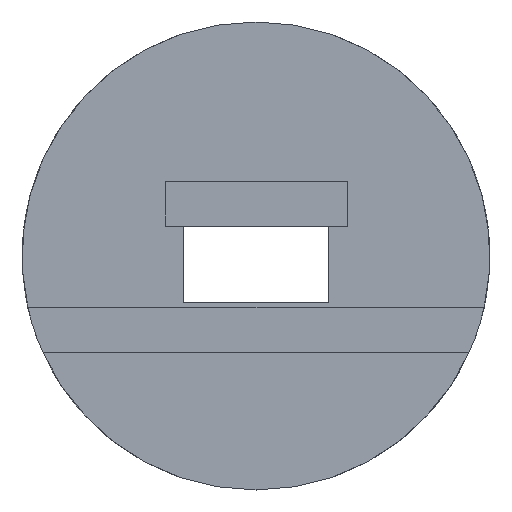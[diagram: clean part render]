
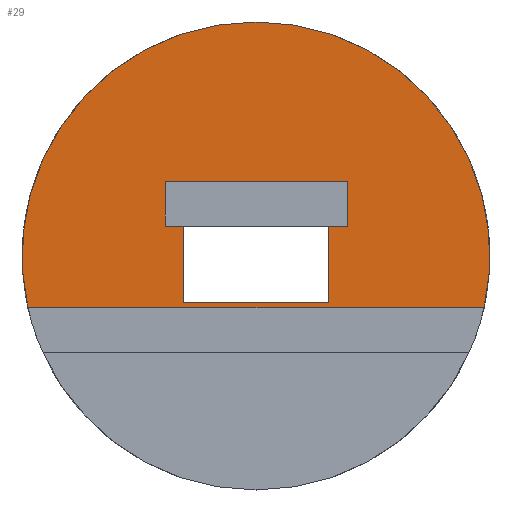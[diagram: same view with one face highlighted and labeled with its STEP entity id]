
A CAD part, top view. The second image highlights one B-rep face of the part: STEP entity #29.
In plain terms, the highlighted planar face has unit normal (0, 0, 1).
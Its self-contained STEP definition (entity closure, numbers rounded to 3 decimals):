
#15=FACE_BOUND('',#71,.T.);
#29=ADVANCED_FACE('',(#49,#15),#330,.T.);
#49=FACE_OUTER_BOUND('',#70,.T.);
#70=EDGE_LOOP('',(#137,#138,#139));
#71=EDGE_LOOP('',(#140,#141,#142,#143,#144,#145,#146,#147));
#137=ORIENTED_EDGE('',*,*,#205,.T.);
#138=ORIENTED_EDGE('',*,*,#227,.T.);
#139=ORIENTED_EDGE('',*,*,#201,.F.);
#140=ORIENTED_EDGE('',*,*,#218,.T.);
#141=ORIENTED_EDGE('',*,*,#191,.F.);
#142=ORIENTED_EDGE('',*,*,#190,.F.);
#143=ORIENTED_EDGE('',*,*,#189,.F.);
#144=ORIENTED_EDGE('',*,*,#192,.F.);
#145=ORIENTED_EDGE('',*,*,#221,.F.);
#146=ORIENTED_EDGE('',*,*,#219,.T.);
#147=ORIENTED_EDGE('',*,*,#220,.T.);
#189=EDGE_CURVE('',#294,#295,#236,.T.);
#190=EDGE_CURVE('',#295,#296,#237,.T.);
#191=EDGE_CURVE('',#296,#312,#238,.T.);
#192=EDGE_CURVE('',#297,#294,#239,.T.);
#201=EDGE_CURVE('',#305,#302,#246,.T.);
#205=EDGE_CURVE('',#305,#319,#274,.T.);
#218=EDGE_CURVE('',#316,#312,#259,.T.);
#219=EDGE_CURVE('',#315,#317,#260,.T.);
#220=EDGE_CURVE('',#317,#316,#261,.T.);
#221=EDGE_CURVE('',#315,#297,#262,.T.);
#227=EDGE_CURVE('',#319,#302,#277,.T.);
#236=B_SPLINE_CURVE_WITH_KNOTS('',1,(#581,#582),.UNSPECIFIED.,.F.,.F.,(2,
2),(42.089,80.642),.UNSPECIFIED.);
#237=B_SPLINE_CURVE_WITH_KNOTS('',1,(#583,#584),.UNSPECIFIED.,.F.,.F.,(2,
2),(80.642,84.178),.UNSPECIFIED.);
#238=B_SPLINE_CURVE_WITH_KNOTS('',1,(#585,#586),.UNSPECIFIED.,.F.,.F.,(2,
2),(0.,3.828),.UNSPECIFIED.);
#239=B_SPLINE_CURVE_WITH_KNOTS('',1,(#587,#588),.UNSPECIFIED.,.F.,.F.,(2,
2),(38.552,42.089),.UNSPECIFIED.);
#246=B_SPLINE_CURVE_WITH_KNOTS('',1,(#607,#608),.UNSPECIFIED.,.F.,.F.,(2,
2),(43.866,79.936),.UNSPECIFIED.);
#259=B_SPLINE_CURVE_WITH_KNOTS('',1,(#645,#646),.UNSPECIFIED.,.F.,.F.,(2,
2),(-36.,-29.983),.UNSPECIFIED.);
#260=B_SPLINE_CURVE_WITH_KNOTS('',1,(#647,#648),.UNSPECIFIED.,.F.,.F.,(2,
2),(-17.517,-11.5),.UNSPECIFIED.);
#261=B_SPLINE_CURVE_WITH_KNOTS('',1,(#649,#650),.UNSPECIFIED.,.F.,.F.,(2,
2),(-11.5,0.),.UNSPECIFIED.);
#262=B_SPLINE_CURVE_WITH_KNOTS('',1,(#651,#652),.UNSPECIFIED.,.F.,.F.,(2,
2),(34.581,38.552),.UNSPECIFIED.);
#274=TRIMMED_CURVE($,#284,(#618),(#619),.T.,.CARTESIAN.);
#277=TRIMMED_CURVE($,#287,(#666),(#667),.T.,.CARTESIAN.);
#284=CIRCLE('',#454,18.5);
#287=CIRCLE('',#457,18.5);
#294=VERTEX_POINT('',#530);
#295=VERTEX_POINT('',#531);
#296=VERTEX_POINT('',#532);
#297=VERTEX_POINT('',#533);
#302=VERTEX_POINT('',#538);
#305=VERTEX_POINT('',#541);
#312=VERTEX_POINT('',#548);
#315=VERTEX_POINT('',#551);
#316=VERTEX_POINT('',#552);
#317=VERTEX_POINT('',#553);
#319=VERTEX_POINT('',#555);
#330=PLANE('',#441);
#441=AXIS2_PLACEMENT_3D('',#517,#474,$);
#454=AXIS2_PLACEMENT_3D($,#617,#493,#494);
#457=AXIS2_PLACEMENT_3D($,#665,#499,#500);
#474=DIRECTION('',(0.,0.,1.));
#493=DIRECTION('',(0.,0.,1.));
#494=DIRECTION('',(0.975,-0.223,0.));
#499=DIRECTION('',(0.,0.,1.));
#500=DIRECTION('',(0.,1.,0.));
#517=CARTESIAN_POINT('',(-19.503,434.474,-25.783));
#530=CARTESIAN_POINT('',(6.602,444.47,-25.783));
#531=CARTESIAN_POINT('',(-7.815,444.47,-25.783));
#532=CARTESIAN_POINT('',(-7.815,440.933,-25.783));
#533=CARTESIAN_POINT('',(6.602,440.933,-25.783));
#538=CARTESIAN_POINT('',(-18.668,434.474,-25.783));
#541=CARTESIAN_POINT('',(17.402,434.474,-25.783));
#548=CARTESIAN_POINT('',(-6.383,440.933,-25.783));
#551=CARTESIAN_POINT('',(5.117,440.933,-25.783));
#552=CARTESIAN_POINT('',(-6.383,434.917,-25.783));
#553=CARTESIAN_POINT('',(5.117,434.917,-25.783));
#555=CARTESIAN_POINT('',(-0.633,457.096,-25.783));
#581=CARTESIAN_POINT('',(6.602,444.47,-25.783));
#582=CARTESIAN_POINT('',(-7.815,444.47,-25.783));
#583=CARTESIAN_POINT('',(-7.815,444.47,-25.783));
#584=CARTESIAN_POINT('',(-7.815,440.933,-25.783));
#585=CARTESIAN_POINT('',(-7.815,440.933,-25.783));
#586=CARTESIAN_POINT('',(-6.383,440.933,-25.783));
#587=CARTESIAN_POINT('',(6.602,440.933,-25.783));
#588=CARTESIAN_POINT('',(6.602,444.47,-25.783));
#607=CARTESIAN_POINT('',(17.402,434.474,-25.783));
#608=CARTESIAN_POINT('',(-18.668,434.474,-25.783));
#617=CARTESIAN_POINT('',(-0.633,438.596,-25.783));
#618=CARTESIAN_POINT('',(17.402,434.474,-25.783));
#619=CARTESIAN_POINT('',(-0.633,457.096,-25.783));
#645=CARTESIAN_POINT('',(-6.383,434.917,-25.783));
#646=CARTESIAN_POINT('',(-6.383,440.933,-25.783));
#647=CARTESIAN_POINT('',(5.117,440.933,-25.783));
#648=CARTESIAN_POINT('',(5.117,434.917,-25.783));
#649=CARTESIAN_POINT('',(5.117,434.917,-25.783));
#650=CARTESIAN_POINT('',(-6.383,434.917,-25.783));
#651=CARTESIAN_POINT('',(5.117,440.933,-25.783));
#652=CARTESIAN_POINT('',(6.602,440.933,-25.783));
#665=CARTESIAN_POINT('',(-0.633,438.596,-25.783));
#666=CARTESIAN_POINT('',(-0.633,457.096,-25.783));
#667=CARTESIAN_POINT('',(-18.668,434.474,-25.783));
